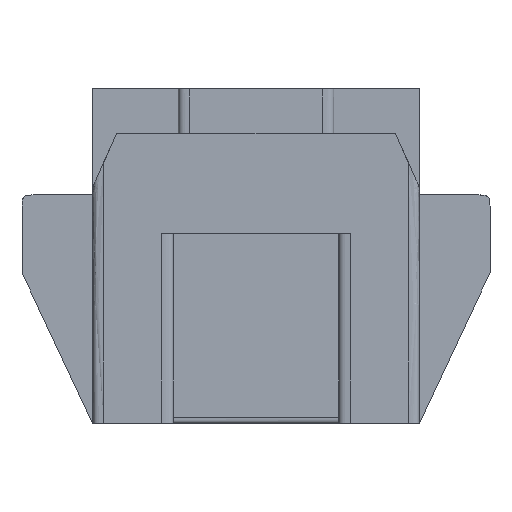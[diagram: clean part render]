
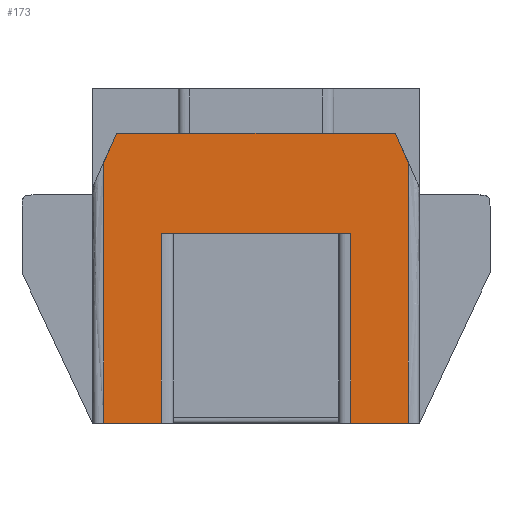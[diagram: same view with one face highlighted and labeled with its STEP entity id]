
A CAD part, front view. The second image highlights one B-rep face of the part: STEP entity #173.
In plain terms, the highlighted planar face has unit normal (0, -1, 0).
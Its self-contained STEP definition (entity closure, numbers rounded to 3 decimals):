
#173=ADVANCED_FACE('',(#332),#2856,.T.);
#332=FACE_OUTER_BOUND('',#512,.T.);
#512=EDGE_LOOP('',(#1333,#1334,#1335,#1336,#1337,#1338,#1339,#1340,#1341,
#1342));
#1333=ORIENTED_EDGE('',*,*,#1908,.T.);
#1334=ORIENTED_EDGE('',*,*,#1874,.T.);
#1335=ORIENTED_EDGE('',*,*,#1840,.F.);
#1336=ORIENTED_EDGE('',*,*,#1844,.T.);
#1337=ORIENTED_EDGE('',*,*,#1839,.T.);
#1338=ORIENTED_EDGE('',*,*,#1794,.F.);
#1339=ORIENTED_EDGE('',*,*,#1845,.F.);
#1340=ORIENTED_EDGE('',*,*,#1849,.F.);
#1341=ORIENTED_EDGE('',*,*,#1878,.F.);
#1342=ORIENTED_EDGE('',*,*,#1880,.T.);
#1794=EDGE_CURVE('',#2545,#2479,#2309,.T.);
#1839=EDGE_CURVE('',#2681,#2479,#2354,.T.);
#1840=EDGE_CURVE('',#2684,#2695,#2355,.T.);
#1844=EDGE_CURVE('',#2684,#2681,#2359,.T.);
#1845=EDGE_CURVE('',#2685,#2545,#2360,.T.);
#1849=EDGE_CURVE('',#2688,#2685,#2364,.T.);
#1874=EDGE_CURVE('',#2698,#2695,#2383,.T.);
#1878=EDGE_CURVE('',#2701,#2688,#2387,.T.);
#1880=EDGE_CURVE('',#2701,#2702,#2389,.T.);
#1908=EDGE_CURVE('',#2702,#2698,#2408,.T.);
#2309=B_SPLINE_CURVE_WITH_KNOTS('',1,(#5084,#5085,#5086,#5087,#5088),
 .UNSPECIFIED.,.F.,.F.,(2,1,1,1,2),(3.032,5.657,8.997,
12.337,14.961),.UNSPECIFIED.);
#2354=B_SPLINE_CURVE_WITH_KNOTS('',1,(#5299,#5300),.UNSPECIFIED.,.F.,.F.,
(2,2),(-10.934,-8.088),.UNSPECIFIED.);
#2355=B_SPLINE_CURVE_WITH_KNOTS('',1,(#5301,#5302),.UNSPECIFIED.,.F.,.F.,
(2,2),(15.486,17.953),.UNSPECIFIED.);
#2359=B_SPLINE_CURVE_WITH_KNOTS('',1,(#5331,#5332),.UNSPECIFIED.,.F.,.F.,
(2,2),(0.,23.402),.UNSPECIFIED.);
#2360=B_SPLINE_CURVE_WITH_KNOTS('',1,(#5333,#5334),.UNSPECIFIED.,.F.,.F.,
(2,2),(-462.717,-459.871),.UNSPECIFIED.);
#2364=B_SPLINE_CURVE_WITH_KNOTS('',1,(#5363,#5364),.UNSPECIFIED.,.F.,.F.,
(2,2),(0.,23.402),.UNSPECIFIED.);
#2383=B_SPLINE_CURVE_WITH_KNOTS('',1,(#5463,#5464),.UNSPECIFIED.,.F.,.F.,
(2,2),(0.,17.035),.UNSPECIFIED.);
#2387=B_SPLINE_CURVE_WITH_KNOTS('',1,(#5479,#5480),.UNSPECIFIED.,.F.,.F.,
(2,2),(26.057,28.524),.UNSPECIFIED.);
#2389=B_SPLINE_CURVE_WITH_KNOTS('',1,(#5483,#5484),.UNSPECIFIED.,.F.,.F.,
(2,2),(0.,17.035),.UNSPECIFIED.);
#2408=B_SPLINE_CURVE_WITH_KNOTS('',1,(#5635,#5636,#5637,#5638),
 .UNSPECIFIED.,.F.,.F.,(2,1,1,2),(6.17,7.39,21.937,
23.156),.UNSPECIFIED.);
#2479=VERTEX_POINT('',#3697);
#2545=VERTEX_POINT('',#3763);
#2681=VERTEX_POINT('',#3899);
#2684=VERTEX_POINT('',#3902);
#2685=VERTEX_POINT('',#3903);
#2688=VERTEX_POINT('',#3906);
#2695=VERTEX_POINT('',#3913);
#2698=VERTEX_POINT('',#3916);
#2701=VERTEX_POINT('',#3919);
#2702=VERTEX_POINT('',#3920);
#2856=PLANE('',#3061);
#3061=AXIS2_PLACEMENT_3D('',#3333,#3197,$);
#3197=DIRECTION('',(0.,-1.,0.));
#3333=CARTESIAN_POINT('',(-265.691,169.472,-39.295));
#3697=CARTESIAN_POINT('',(-238.527,169.472,-13.035));
#3763=CARTESIAN_POINT('',(-263.527,169.472,-13.035));
#3899=CARTESIAN_POINT('',(-237.364,169.472,-15.633));
#3902=CARTESIAN_POINT('',(-237.364,169.472,-39.035));
#3903=CARTESIAN_POINT('',(-264.691,169.472,-15.633));
#3906=CARTESIAN_POINT('',(-264.691,169.472,-39.035));
#3913=CARTESIAN_POINT('',(-242.534,169.472,-39.035));
#3916=CARTESIAN_POINT('',(-242.534,169.472,-22.));
#3919=CARTESIAN_POINT('',(-259.52,169.472,-39.035));
#3920=CARTESIAN_POINT('',(-259.52,169.472,-22.));
#5084=CARTESIAN_POINT('',(-263.527,169.472,-13.035));
#5085=CARTESIAN_POINT('',(-258.027,169.472,-13.035));
#5086=CARTESIAN_POINT('',(-251.027,169.472,-13.035));
#5087=CARTESIAN_POINT('',(-244.027,169.472,-13.035));
#5088=CARTESIAN_POINT('',(-238.527,169.472,-13.035));
#5299=CARTESIAN_POINT('',(-237.364,169.472,-15.633));
#5300=CARTESIAN_POINT('',(-238.527,169.472,-13.035));
#5301=CARTESIAN_POINT('',(-237.364,169.472,-39.035));
#5302=CARTESIAN_POINT('',(-242.534,169.472,-39.035));
#5331=CARTESIAN_POINT('',(-237.364,169.472,-39.035));
#5332=CARTESIAN_POINT('',(-237.364,169.472,-15.633));
#5333=CARTESIAN_POINT('',(-264.691,169.472,-15.633));
#5334=CARTESIAN_POINT('',(-263.527,169.472,-13.035));
#5363=CARTESIAN_POINT('',(-264.691,169.472,-39.035));
#5364=CARTESIAN_POINT('',(-264.691,169.472,-15.633));
#5463=CARTESIAN_POINT('',(-242.534,169.472,-22.));
#5464=CARTESIAN_POINT('',(-242.534,169.472,-39.035));
#5479=CARTESIAN_POINT('',(-259.52,169.472,-39.035));
#5480=CARTESIAN_POINT('',(-264.691,169.472,-39.035));
#5483=CARTESIAN_POINT('',(-259.52,169.472,-39.035));
#5484=CARTESIAN_POINT('',(-259.52,169.472,-22.));
#5635=CARTESIAN_POINT('',(-259.52,169.472,-22.));
#5636=CARTESIAN_POINT('',(-258.3,169.472,-22.));
#5637=CARTESIAN_POINT('',(-243.754,169.472,-22.));
#5638=CARTESIAN_POINT('',(-242.534,169.472,-22.));
